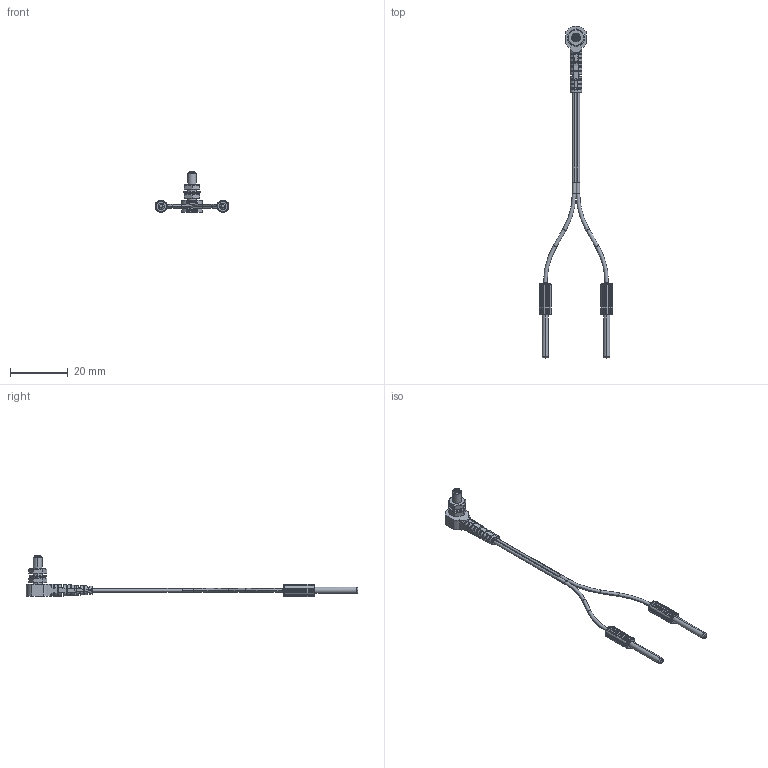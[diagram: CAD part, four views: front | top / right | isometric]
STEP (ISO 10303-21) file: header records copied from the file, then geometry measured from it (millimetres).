
FILE_DESCRIPTION((''),'2;1');
FILE_NAME('192383_ASM','2016-04-21T',('pdmadmin'),(''),'PRO/ENGINEER BY PARAMETRIC TECHNOLOGY CORPORATION, 2016010','PRO/ENGINEER BY PARAMETRIC TECHNOLOGY CORPORATION, 2016010','');
FILE_SCHEMA(('CONFIG_CONTROL_DESIGN'));
Length unit declared in the file: millimetre
Products named in the file (5): 97760; 08396_M3X0; 08393_M3_ITLW_NI_PLATE; 97760_ASM; 192383_ASM
Assembly tree (5 placements, depth 3):
  192383_ASM
    97760_ASM
      97760
      08396_M3X0  x2
      08393_M3_ITLW_NI_PLATE
Bounding box: 25.3 x 114.97 x 14.21 mm (x, y, z)
Volume: 1067.5 mm3; surface area: 1905.7 mm2
Topology: 4 solids, 4 shells, 623 faces, 1628 edges, 1032 vertices
Faces by surface type: cylinder 277, bspline 136, plane 124, cone 50, torus 36
Entity records: 26358 total; most frequent: CARTESIAN_POINT 12726, ORIENTED_EDGE 3120, DIRECTION 2476, EDGE_CURVE 1560, VERTEX_POINT 994, AXIS2_PLACEMENT_3D 987, EDGE_LOOP 614, FACE_OUTER_BOUND 591
